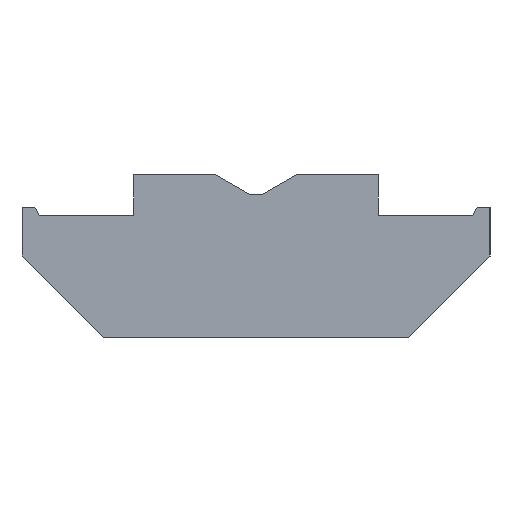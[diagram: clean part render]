
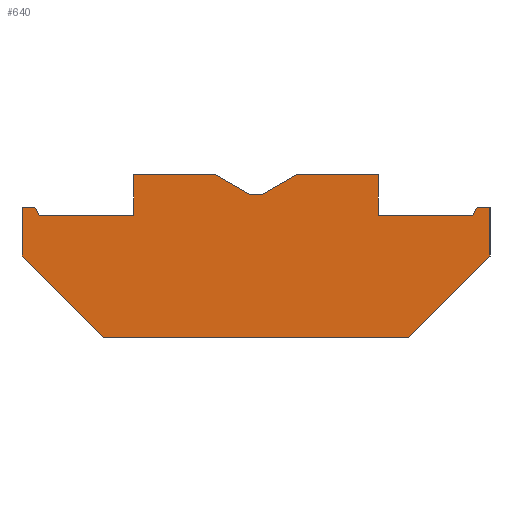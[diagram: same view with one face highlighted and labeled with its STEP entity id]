
A CAD part, left-side view. The second image highlights one B-rep face of the part: STEP entity #640.
In plain terms, the highlighted planar face has unit normal (-1, 0, 0).
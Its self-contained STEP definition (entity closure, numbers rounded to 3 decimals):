
#1 = VERTEX_POINT ( 'NONE', #560 ) ;
#18 = VERTEX_POINT ( 'NONE', #133 ) ;
#25 = LINE ( 'NONE', #130, #592 ) ;
#31 = CARTESIAN_POINT ( 'NONE',  ( 0., 5.319, 0. ) ) ;
#32 = DIRECTION ( 'NONE',  ( 0., -0.5, -0.866 ) ) ;
#33 = CARTESIAN_POINT ( 'NONE',  ( 0., 3., 1. ) ) ;
#49 = ORIENTED_EDGE ( 'NONE', *, *, #361, .F. ) ;
#53 = EDGE_CURVE ( 'NONE', #677, #386, #573, .T. ) ;
#63 = CARTESIAN_POINT ( 'NONE',  ( 0., -1., 1. ) ) ;
#67 = PLANE ( 'NONE',  #638 ) ;
#69 = DIRECTION ( 'NONE',  ( 0., -1., 0. ) ) ;
#75 = VERTEX_POINT ( 'NONE', #460 ) ;
#77 = DIRECTION ( 'NONE',  ( 0., -1., 0. ) ) ;
#81 = CARTESIAN_POINT ( 'NONE',  ( 0., 5.75, -1. ) ) ;
#83 = VERTEX_POINT ( 'NONE', #404 ) ;
#85 = EDGE_CURVE ( 'NONE', #317, #1, #236, .T. ) ;
#90 = EDGE_CURVE ( 'NONE', #569, #382, #437, .T. ) ;
#93 = VECTOR ( 'NONE', #77, 1000. ) ;
#100 = ORIENTED_EDGE ( 'NONE', *, *, #393, .F. ) ;
#108 = DIRECTION ( 'NONE',  ( 0., 0., -1. ) ) ;
#109 = CARTESIAN_POINT ( 'NONE',  ( 0., -5.319, 0. ) ) ;
#112 = DIRECTION ( 'NONE',  ( 0., 0., -1. ) ) ;
#113 = CARTESIAN_POINT ( 'NONE',  ( 0., 3., 0. ) ) ;
#117 = VERTEX_POINT ( 'NONE', #294 ) ;
#119 = DIRECTION ( 'NONE',  ( 0., -0.866, 0.5 ) ) ;
#123 = CARTESIAN_POINT ( 'NONE',  ( 0., 3.75, -3. ) ) ;
#130 = CARTESIAN_POINT ( 'NONE',  ( 0., 1., 1. ) ) ;
#131 = VECTOR ( 'NONE', #572, 1000. ) ;
#133 = CARTESIAN_POINT ( 'NONE',  ( 0., -3., 1. ) ) ;
#137 = LINE ( 'NONE', #162, #554 ) ;
#138 = ORIENTED_EDGE ( 'NONE', *, *, #53, .F. ) ;
#140 = LINE ( 'NONE', #597, #653 ) ;
#148 = VECTOR ( 'NONE', #399, 1000. ) ;
#158 = ORIENTED_EDGE ( 'NONE', *, *, #249, .F. ) ;
#159 = CARTESIAN_POINT ( 'NONE',  ( 0., 5.75, -1. ) ) ;
#161 = VERTEX_POINT ( 'NONE', #159 ) ;
#162 = CARTESIAN_POINT ( 'NONE',  ( 0., -3.75, -3. ) ) ;
#166 = CARTESIAN_POINT ( 'NONE',  ( 0., -0.134, 0.5 ) ) ;
#171 = LINE ( 'NONE', #183, #259 ) ;
#172 = CARTESIAN_POINT ( 'NONE',  ( 0., 3., 0. ) ) ;
#175 = VECTOR ( 'NONE', #217, 1000. ) ;
#176 = CARTESIAN_POINT ( 'NONE',  ( 0., -5.319, 0. ) ) ;
#183 = CARTESIAN_POINT ( 'NONE',  ( 0., 5.435, 0.2 ) ) ;
#192 = VERTEX_POINT ( 'NONE', #390 ) ;
#202 = LINE ( 'NONE', #347, #516 ) ;
#214 = CARTESIAN_POINT ( 'NONE',  ( 0., -5.75, 0.2 ) ) ;
#217 = DIRECTION ( 'NONE',  ( 0., -1., 0. ) ) ;
#229 = EDGE_CURVE ( 'NONE', #1, #192, #384, .T. ) ;
#236 = LINE ( 'NONE', #239, #93 ) ;
#239 = CARTESIAN_POINT ( 'NONE',  ( 0., -5.435, 0.2 ) ) ;
#240 = CARTESIAN_POINT ( 'NONE',  ( 0., 0.134, 0.5 ) ) ;
#248 = LINE ( 'NONE', #598, #407 ) ;
#249 = EDGE_CURVE ( 'NONE', #18, #255, #140, .T. ) ;
#251 = ORIENTED_EDGE ( 'NONE', *, *, #577, .F. ) ;
#252 = EDGE_LOOP ( 'NONE', ( #419, #251, #531, #270, #138, #429, #49, #312, #624, #635, #100, #470, #309, #642, #633, #158, #511, #641 ) ) ;
#255 = VERTEX_POINT ( 'NONE', #600 ) ;
#258 = EDGE_CURVE ( 'NONE', #351, #161, #248, .T. ) ;
#259 = VECTOR ( 'NONE', #32, 1000. ) ;
#270 = ORIENTED_EDGE ( 'NONE', *, *, #417, .F. ) ;
#272 = EDGE_CURVE ( 'NONE', #161, #506, #549, .T. ) ;
#279 = EDGE_CURVE ( 'NONE', #117, #677, #171, .T. ) ;
#294 = CARTESIAN_POINT ( 'NONE',  ( 0., 5.435, 0.2 ) ) ;
#295 = CARTESIAN_POINT ( 'NONE',  ( 0., -1., 1. ) ) ;
#300 = VECTOR ( 'NONE', #561, 1000. ) ;
#309 = ORIENTED_EDGE ( 'NONE', *, *, #85, .F. ) ;
#310 = VERTEX_POINT ( 'NONE', #176 ) ;
#312 = ORIENTED_EDGE ( 'NONE', *, *, #272, .F. ) ;
#314 = LINE ( 'NONE', #113, #617 ) ;
#317 = VERTEX_POINT ( 'NONE', #358 ) ;
#325 = VECTOR ( 'NONE', #112, 1000. ) ;
#338 = DIRECTION ( 'NONE',  ( 0., -0.5, 0.866 ) ) ;
#347 = CARTESIAN_POINT ( 'NONE',  ( 0., 5.75, 0.2 ) ) ;
#351 = VERTEX_POINT ( 'NONE', #123 ) ;
#358 = CARTESIAN_POINT ( 'NONE',  ( 0., -5.435, 0.2 ) ) ;
#361 = EDGE_CURVE ( 'NONE', #506, #117, #202, .T. ) ;
#362 = LINE ( 'NONE', #503, #300 ) ;
#382 = VERTEX_POINT ( 'NONE', #166 ) ;
#384 = LINE ( 'NONE', #214, #325 ) ;
#386 = VERTEX_POINT ( 'NONE', #172 ) ;
#390 = CARTESIAN_POINT ( 'NONE',  ( 0., -5.75, -1. ) ) ;
#393 = EDGE_CURVE ( 'NONE', #192, #83, #362, .T. ) ;
#395 = CARTESIAN_POINT ( 'NONE',  ( 0., 5.75, 0.2 ) ) ;
#396 = LINE ( 'NONE', #63, #175 ) ;
#399 = DIRECTION ( 'NONE',  ( 0., -1., 0. ) ) ;
#404 = CARTESIAN_POINT ( 'NONE',  ( 0., -3.75, -3. ) ) ;
#407 = VECTOR ( 'NONE', #639, 1000. ) ;
#417 = EDGE_CURVE ( 'NONE', #386, #75, #314, .T. ) ;
#418 = LINE ( 'NONE', #109, #421 ) ;
#419 = ORIENTED_EDGE ( 'NONE', *, *, #90, .F. ) ;
#421 = VECTOR ( 'NONE', #338, 1000. ) ;
#429 = ORIENTED_EDGE ( 'NONE', *, *, #279, .F. ) ;
#437 = LINE ( 'NONE', #449, #148 ) ;
#446 = VERTEX_POINT ( 'NONE', #295 ) ;
#449 = CARTESIAN_POINT ( 'NONE',  ( 0., 0.134, 0.5 ) ) ;
#455 = EDGE_CURVE ( 'NONE', #382, #446, #473, .T. ) ;
#460 = CARTESIAN_POINT ( 'NONE',  ( 0., 3., 1. ) ) ;
#470 = ORIENTED_EDGE ( 'NONE', *, *, #229, .F. ) ;
#473 = LINE ( 'NONE', #676, #575 ) ;
#484 = EDGE_CURVE ( 'NONE', #310, #317, #418, .T. ) ;
#495 = DIRECTION ( 'NONE',  ( 0., -0.866, -0.5 ) ) ;
#501 = EDGE_CURVE ( 'NONE', #83, #351, #137, .T. ) ;
#503 = CARTESIAN_POINT ( 'NONE',  ( 0., -5.75, -1. ) ) ;
#506 = VERTEX_POINT ( 'NONE', #395 ) ;
#508 = CARTESIAN_POINT ( 'NONE',  ( 0., 0., -0.946 ) ) ;
#511 = ORIENTED_EDGE ( 'NONE', *, *, #517, .F. ) ;
#513 = DIRECTION ( 'NONE',  ( 0., -1., 0. ) ) ;
#516 = VECTOR ( 'NONE', #513, 1000. ) ;
#517 = EDGE_CURVE ( 'NONE', #446, #18, #396, .T. ) ;
#524 = VECTOR ( 'NONE', #625, 1000. ) ;
#531 = ORIENTED_EDGE ( 'NONE', *, *, #541, .F. ) ;
#532 = LINE ( 'NONE', #33, #131 ) ;
#536 = FACE_OUTER_BOUND ( 'NONE', #252, .T. ) ;
#539 = VERTEX_POINT ( 'NONE', #665 ) ;
#541 = EDGE_CURVE ( 'NONE', #75, #539, #532, .T. ) ;
#549 = LINE ( 'NONE', #81, #584 ) ;
#554 = VECTOR ( 'NONE', #558, 1000. ) ;
#558 = DIRECTION ( 'NONE',  ( 0., 1., 0. ) ) ;
#560 = CARTESIAN_POINT ( 'NONE',  ( 0., -5.75, 0.2 ) ) ;
#561 = DIRECTION ( 'NONE',  ( 0., 0.707, -0.707 ) ) ;
#569 = VERTEX_POINT ( 'NONE', #240 ) ;
#571 = DIRECTION ( 'NONE',  ( 0., 0., 1. ) ) ;
#572 = DIRECTION ( 'NONE',  ( 0., -1., 0. ) ) ;
#573 = LINE ( 'NONE', #621, #591 ) ;
#575 = VECTOR ( 'NONE', #119, 1000. ) ;
#577 = EDGE_CURVE ( 'NONE', #539, #569, #25, .T. ) ;
#584 = VECTOR ( 'NONE', #571, 1000. ) ;
#591 = VECTOR ( 'NONE', #69, 1000. ) ;
#592 = VECTOR ( 'NONE', #495, 1000. ) ;
#597 = CARTESIAN_POINT ( 'NONE',  ( 0., -3., 1. ) ) ;
#598 = CARTESIAN_POINT ( 'NONE',  ( 0., 3.75, -3. ) ) ;
#600 = CARTESIAN_POINT ( 'NONE',  ( 0., -3., 0. ) ) ;
#609 = DIRECTION ( 'NONE',  ( 0., 1., 0. ) ) ;
#617 = VECTOR ( 'NONE', #680, 1000. ) ;
#618 = CARTESIAN_POINT ( 'NONE',  ( 0., -3., 0. ) ) ;
#621 = CARTESIAN_POINT ( 'NONE',  ( 0., 5.319, 0. ) ) ;
#624 = ORIENTED_EDGE ( 'NONE', *, *, #258, .F. ) ;
#625 = DIRECTION ( 'NONE',  ( 0., -1., 0. ) ) ;
#633 = ORIENTED_EDGE ( 'NONE', *, *, #646, .F. ) ;
#635 = ORIENTED_EDGE ( 'NONE', *, *, #501, .F. ) ;
#638 = AXIS2_PLACEMENT_3D ( 'NONE', #508, #673, #609 ) ;
#639 = DIRECTION ( 'NONE',  ( 0., 0.707, 0.707 ) ) ;
#640 = ADVANCED_FACE ( 'NONE', ( #536 ), #67, .F. ) ;
#641 = ORIENTED_EDGE ( 'NONE', *, *, #455, .F. ) ;
#642 = ORIENTED_EDGE ( 'NONE', *, *, #484, .F. ) ;
#646 = EDGE_CURVE ( 'NONE', #255, #310, #647, .T. ) ;
#647 = LINE ( 'NONE', #618, #524 ) ;
#653 = VECTOR ( 'NONE', #108, 1000. ) ;
#665 = CARTESIAN_POINT ( 'NONE',  ( 0., 1., 1. ) ) ;
#673 = DIRECTION ( 'NONE',  ( 1., 0., 0. ) ) ;
#676 = CARTESIAN_POINT ( 'NONE',  ( 0., -0.134, 0.5 ) ) ;
#677 = VERTEX_POINT ( 'NONE', #31 ) ;
#680 = DIRECTION ( 'NONE',  ( 0., 0., 1. ) ) ;
